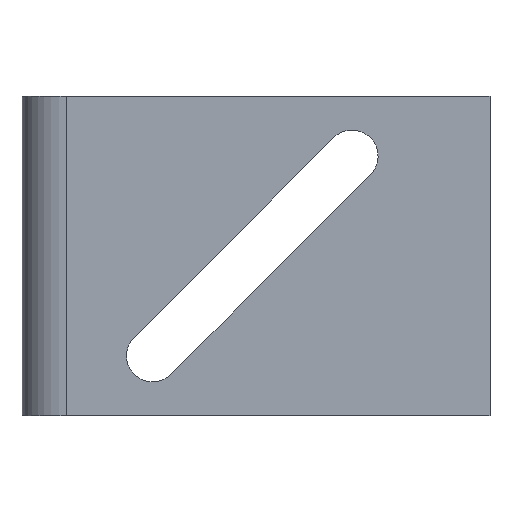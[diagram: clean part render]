
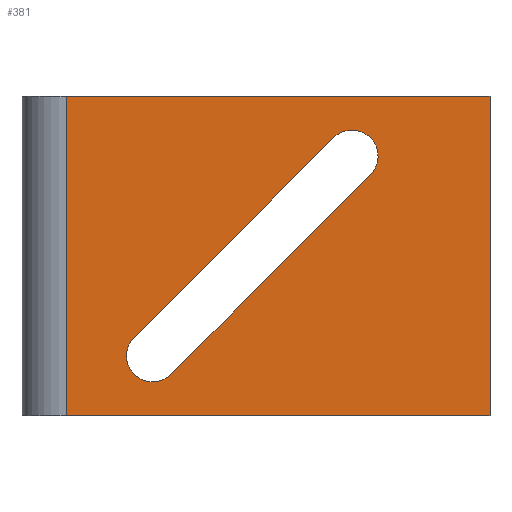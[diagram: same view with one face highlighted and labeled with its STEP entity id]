
A CAD part, front view. The second image highlights one B-rep face of the part: STEP entity #381.
In plain terms, the highlighted planar face has unit normal (0, -1, 0).
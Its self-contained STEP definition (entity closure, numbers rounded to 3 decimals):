
#34=DIRECTION('',(1.,0.,0.));
#35=VECTOR('',#34,57.);
#36=CARTESIAN_POINT('',(-57.,0.,-21.5));
#37=LINE('',#36,#35);
#38=DIRECTION('',(0.,0.,1.));
#39=VECTOR('',#38,43.);
#40=CARTESIAN_POINT('',(0.,0.,-21.5));
#41=LINE('',#40,#39);
#42=CARTESIAN_POINT('',(-18.565,0.,13.435));
#43=DIRECTION('',(0.,1.,0.));
#44=DIRECTION('',(-0.707,0.,0.707));
#45=AXIS2_PLACEMENT_3D('',#42,#43,#44);
#47=DIRECTION('',(0.707,0.,0.707));
#48=VECTOR('',#47,38.);
#49=CARTESIAN_POINT('',(-47.91,0.,-10.96));
#50=LINE('',#49,#48);
#51=CARTESIAN_POINT('',(-45.435,0.,-13.435));
#52=DIRECTION('',(0.,1.,0.));
#53=DIRECTION('',(-1.,0.,0.));
#54=AXIS2_PLACEMENT_3D('',#51,#52,#53);
#56=CARTESIAN_POINT('',(-45.435,0.,-13.435));
#57=DIRECTION('',(0.,1.,0.));
#58=DIRECTION('',(0.707,0.,-0.707));
#59=AXIS2_PLACEMENT_3D('',#56,#57,#58);
#61=DIRECTION('',(-0.707,0.,-0.707));
#62=VECTOR('',#61,38.);
#63=CARTESIAN_POINT('',(-16.09,0.,10.96));
#64=LINE('',#63,#62);
#65=CARTESIAN_POINT('',(-18.565,0.,13.435));
#66=DIRECTION('',(0.,1.,0.));
#67=DIRECTION('',(1.,0.,0.));
#68=AXIS2_PLACEMENT_3D('',#65,#66,#67);
#70=DIRECTION('',(0.,0.,1.));
#71=VECTOR('',#70,43.);
#72=CARTESIAN_POINT('',(-57.,0.,-21.5));
#73=LINE('',#72,#71);
#222=DIRECTION('',(1.,0.,0.));
#223=VECTOR('',#222,57.);
#224=CARTESIAN_POINT('',(-57.,0.,21.5));
#225=LINE('',#224,#223);
#246=CARTESIAN_POINT('',(-57.,0.,-21.5));
#247=CARTESIAN_POINT('',(-57.,0.,21.5));
#248=VERTEX_POINT('',#246);
#249=VERTEX_POINT('',#247);
#263=CARTESIAN_POINT('',(-48.935,0.,-13.435));
#265=VERTEX_POINT('',#263);
#266=CARTESIAN_POINT('',(-47.91,0.,-10.96));
#267=VERTEX_POINT('',#266);
#282=CARTESIAN_POINT('',(0.,0.,-21.5));
#283=VERTEX_POINT('',#282);
#298=CARTESIAN_POINT('',(-21.04,0.,15.91));
#299=CARTESIAN_POINT('',(-15.065,0.,13.435));
#300=VERTEX_POINT('',#298);
#301=VERTEX_POINT('',#299);
#302=CARTESIAN_POINT('',(-16.09,0.,10.96));
#303=VERTEX_POINT('',#302);
#304=CARTESIAN_POINT('',(-42.96,0.,-15.91));
#305=VERTEX_POINT('',#304);
#306=CARTESIAN_POINT('',(0.,0.,21.5));
#307=VERTEX_POINT('',#306);
#353=CARTESIAN_POINT('',(0.,0.,21.5));
#354=DIRECTION('',(0.,-1.,0.));
#355=DIRECTION('',(1.,0.,0.));
#356=AXIS2_PLACEMENT_3D('',#353,#354,#355);
#357=PLANE('',#356);
#358=ORIENTED_EDGE('',*,*,#343,.F.);
#360=ORIENTED_EDGE('',*,*,#359,.T.);
#362=ORIENTED_EDGE('',*,*,#361,.T.);
#364=ORIENTED_EDGE('',*,*,#363,.F.);
#365=EDGE_LOOP('',(#358,#360,#362,#364));
#366=FACE_OUTER_BOUND('',#365,.F.);
#368=ORIENTED_EDGE('',*,*,#367,.F.);
#370=ORIENTED_EDGE('',*,*,#369,.F.);
#372=ORIENTED_EDGE('',*,*,#371,.F.);
#374=ORIENTED_EDGE('',*,*,#373,.F.);
#376=ORIENTED_EDGE('',*,*,#375,.F.);
#378=ORIENTED_EDGE('',*,*,#377,.F.);
#379=EDGE_LOOP('',(#368,#370,#372,#374,#376,#378));
#380=FACE_BOUND('',#379,.F.);
#381=ADVANCED_FACE('',(#366,#380),#357,.T.);
#46=CIRCLE('',#45,3.5);
#55=CIRCLE('',#54,3.5);
#60=CIRCLE('',#59,3.5);
#69=CIRCLE('',#68,3.5);
#343=EDGE_CURVE('',#248,#283,#37,.T.);
#359=EDGE_CURVE('',#248,#249,#73,.T.);
#361=EDGE_CURVE('',#249,#307,#225,.T.);
#363=EDGE_CURVE('',#283,#307,#41,.T.);
#367=EDGE_CURVE('',#300,#301,#46,.T.);
#369=EDGE_CURVE('',#267,#300,#50,.T.);
#371=EDGE_CURVE('',#265,#267,#55,.T.);
#373=EDGE_CURVE('',#305,#265,#60,.T.);
#375=EDGE_CURVE('',#303,#305,#64,.T.);
#377=EDGE_CURVE('',#301,#303,#69,.T.);
